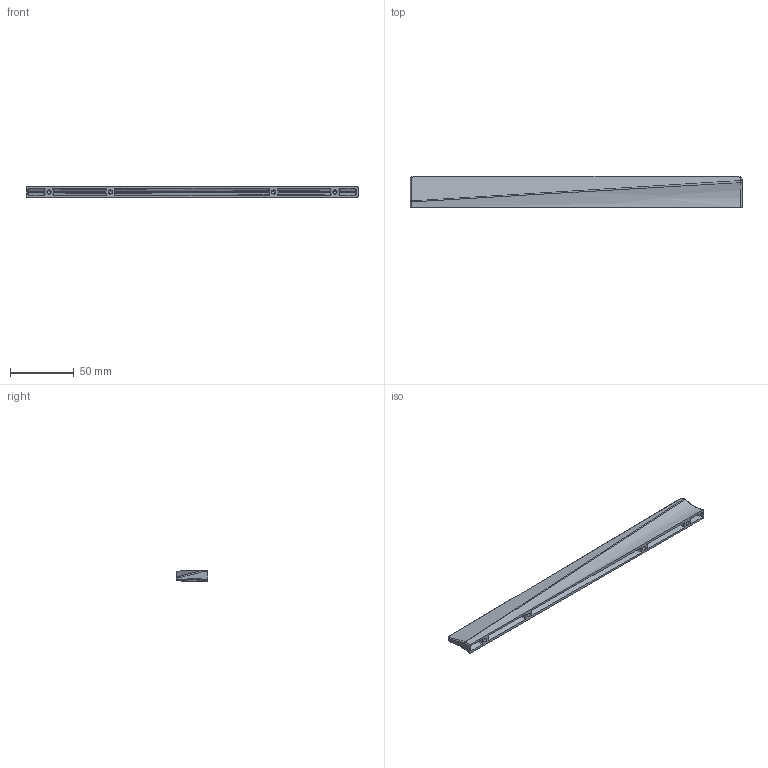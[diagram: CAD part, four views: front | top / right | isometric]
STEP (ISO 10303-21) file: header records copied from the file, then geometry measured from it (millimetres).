
FILE_DESCRIPTION(('Creo Elements/Direct Modeling STEP Export'),'2;1');
FILE_NAME('2209_260.stp','2017-10-03T 8:35:36',(''),(''),'Creo Elements/Direct Modeling STEP processor for AP214 (Solid Model)','Creo Elements/Direct Modeling 20.0 12-Nov-2016 (C) Parametric Technology GmbH','');
FILE_SCHEMA(('AUTOMOTIVE_DESIGN { 1 0 10303 214 1 1 1 1 }'));
Products named in the file (2): Griff.02
Assembly tree (1 placements, depth 2):
  Griff.02
    Griff.02
Bounding box: 260 x 25 x 8.5 mm (x, y, z)
Volume: 28818.5 mm3; surface area: 22289.7 mm2
Topology: 1 solids, 1 shells, 213 faces, 512 edges, 306 vertices
Faces by surface type: bspline 152, cylinder 28, plane 17, torus 8, cone 8
Entity records: 34419 total; most frequent: CARTESIAN_POINT 30893, ORIENTED_EDGE 1008, EDGE_CURVE 504, B_SPLINE_CURVE_WITH_KNOTS 316, VERTEX_POINT 306, DIRECTION 232, EDGE_LOOP 226, FACE_OUTER_BOUND 213
